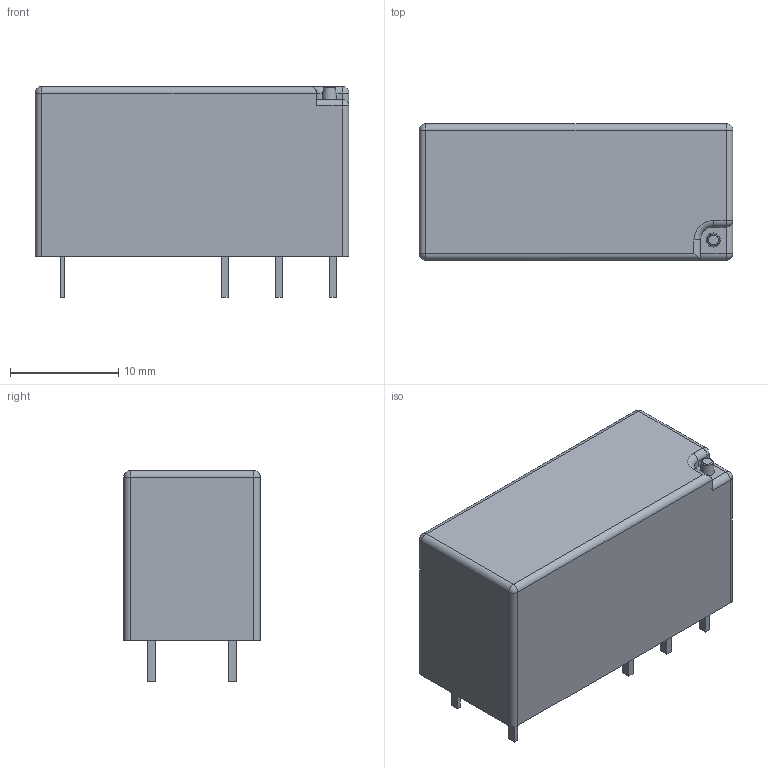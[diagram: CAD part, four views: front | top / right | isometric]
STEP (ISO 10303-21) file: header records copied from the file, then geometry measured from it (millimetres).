
FILE_DESCRIPTION((''),'2;1');
FILE_NAME('REL_FINDER_41.61.stp','2014-11-11T14:20:01',(''),(''),'Mechanical Desktop 2011','Mechanical Desktop 2011',', , ');
FILE_SCHEMA(('AUTOMOTIVE_DESIGN { 1 2 10303 214 1 1 1 1 }'));
Length unit declared in the file: millimetre
Products named in the file (1): Product
Bounding box: 29 x 12.6 x 19.5 mm (x, y, z)
Volume: 5572.7 mm3; surface area: 2142.8 mm2
Topology: 10 solids, 10 shells, 88 faces, 185 edges, 113 vertices
Faces by surface type: plane 64, cylinder 14, sphere 5, torus 3, cone 2
Entity records: 2314 total; most frequent: DIRECTION 393, CARTESIAN_POINT 382, ORIENTED_EDGE 360, EDGE_CURVE 180, VECTOR 145, LINE 145, AXIS2_PLACEMENT_3D 124, VERTEX_POINT 113
